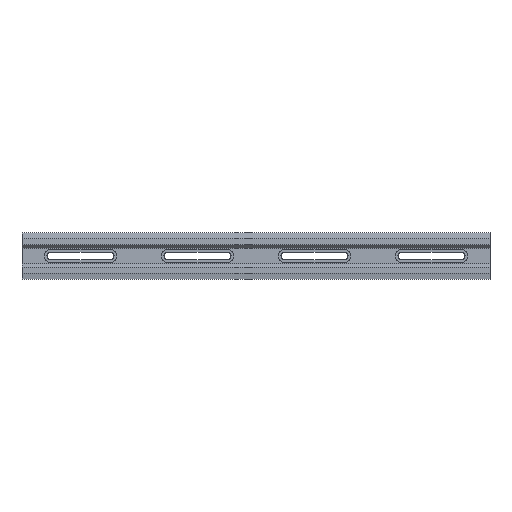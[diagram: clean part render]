
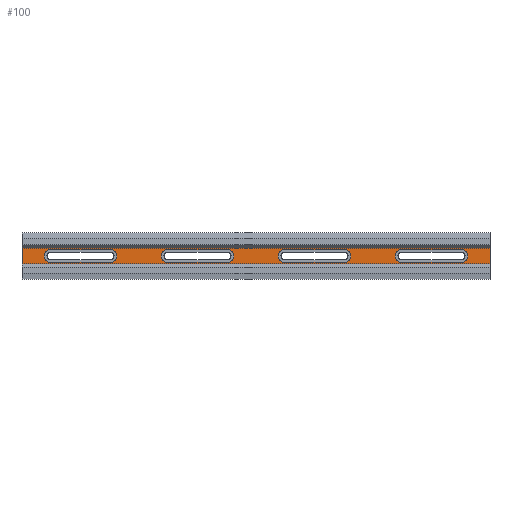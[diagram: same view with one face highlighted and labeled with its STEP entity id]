
A CAD part, top view. The second image highlights one B-rep face of the part: STEP entity #100.
In plain terms, the highlighted planar face has unit normal (0, 0, 1).
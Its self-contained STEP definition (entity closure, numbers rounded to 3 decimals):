
#100=ADVANCED_FACE('', (#110,#120,#130,#140,#150), #160, .T.);
#2440=AXIS2_PLACEMENT_3D('Ax2Pl3d', #2450, #2460, #2470);
#2480=AXIS2_PLACEMENT_3D('Ax2Pl3d', #2490, #2500, #2510);
#2520=AXIS2_PLACEMENT_3D('Ax2Pl3d', #2530, #2540, #2550);
#2560=AXIS2_PLACEMENT_3D('Ax2Pl3d', #2570, #2580, #2590);
#2600=AXIS2_PLACEMENT_3D('Ax2Pl3d', #2610, #2620, #2630);
#2640=AXIS2_PLACEMENT_3D('Ax2Pl3d', #2650, #2660, #2670);
#2680=AXIS2_PLACEMENT_3D('Ax2Pl3d', #2690, #2700, #2710);
#2720=AXIS2_PLACEMENT_3D('Ax2Pl3d', #2730, #2740, #2750);
#2760=AXIS2_PLACEMENT_3D('Ax2Pl3d', #2770, #2780, #2790);
#2450=CARTESIAN_POINT('HicPkt', (63.407,-66.085,
119.464));
#7060=CARTESIAN_POINT('', (63.407,-79.427,119.464));
#7070=CARTESIAN_POINT('', (63.407,-66.085,119.464));
#7080=CARTESIAN_POINT('', (63.407,-79.427,119.464));
#7090=CARTESIAN_POINT('', (63.407,-66.085,119.464));
#7100=CARTESIAN_POINT('', (-336.593,-66.085,119.464))
;
#7110=CARTESIAN_POINT('', (-336.593,-79.427,119.464))
;
#7120=CARTESIAN_POINT('', (-336.593,-79.427,119.464))
;
#7130=CARTESIAN_POINT('', (63.407,-79.427,119.464));
#7140=CARTESIAN_POINT('', (-261.193,-78.256,119.464)
);
#7150=CARTESIAN_POINT('', (-311.993,-78.256,119.464))
;
#7160=CARTESIAN_POINT('', (-261.193,-78.256,119.464))
;
#2490=CARTESIAN_POINT('HicPkt', (-311.993,-72.756,
119.464));
#7170=CARTESIAN_POINT('', (-311.993,-67.256,119.464))
;
#7180=CARTESIAN_POINT('', (-311.993,-67.256,119.464))
;
#7190=CARTESIAN_POINT('', (-261.193,-67.256,119.464))
;
#2530=CARTESIAN_POINT('HicPkt', (-261.193,-72.756,
119.464));
#7200=CARTESIAN_POINT('', (-161.193,-78.256,119.464))
;
#7210=CARTESIAN_POINT('', (-211.993,-78.256,119.464))
;
#7220=CARTESIAN_POINT('', (-161.193,-78.256,119.464))
;
#2570=CARTESIAN_POINT('HicPkt', (-211.993,-72.756,
119.464));
#7230=CARTESIAN_POINT('', (-211.993,-67.256,119.464))
;
#7240=CARTESIAN_POINT('', (-211.993,-67.256,119.464))
;
#7250=CARTESIAN_POINT('', (-161.193,-67.256,119.464))
;
#2610=CARTESIAN_POINT('HicPkt', (-161.193,-72.756,
119.464));
#7260=CARTESIAN_POINT('', (-61.193,-78.256,119.464))
;
#7270=CARTESIAN_POINT('', (-111.993,-78.256,119.464))
;
#7280=CARTESIAN_POINT('', (-61.193,-78.256,119.464))
;
#2650=CARTESIAN_POINT('HicPkt', (-111.993,-72.756,
119.464));
#7290=CARTESIAN_POINT('', (-111.993,-67.256,119.464))
;
#7300=CARTESIAN_POINT('', (-111.993,-67.256,119.464))
;
#7310=CARTESIAN_POINT('', (-61.193,-67.256,119.464))
;
#2690=CARTESIAN_POINT('HicPkt', (-61.193,-72.756,
119.464));
#7320=CARTESIAN_POINT('', (38.807,-78.256,119.464));
#7330=CARTESIAN_POINT('', (-11.993,-78.256,119.464))
;
#7340=CARTESIAN_POINT('', (38.807,-78.256,119.464));
#2730=CARTESIAN_POINT('HicPkt', (-11.993,-72.756,
119.464));
#7350=CARTESIAN_POINT('', (-11.993,-67.256,119.464))
;
#7360=CARTESIAN_POINT('', (-11.993,-67.256,119.464))
;
#7370=CARTESIAN_POINT('', (38.807,-67.256,119.464));
#2770=CARTESIAN_POINT('HicPkt', (38.807,-72.756,
119.464));
#9860=CIRCLE('Circle', #2480, 5.5);
#9870=CIRCLE('Circle', #2520, 5.5);
#9880=CIRCLE('Circle', #2560, 5.5);
#9890=CIRCLE('Circle', #2600, 5.5);
#9900=CIRCLE('Circle', #2640, 5.5);
#9910=CIRCLE('Circle', #2680, 5.5);
#9920=CIRCLE('Circle', #2720, 5.5);
#9930=CIRCLE('Circle', #2760, 5.5);
#2460=DIRECTION('Axis', (0.,0.,1.));
#2470=DIRECTION('RefDirection', (-0.037,-0.999,
0.));
#16840=DIRECTION('', (0.,-1.,0.));
#16850=DIRECTION('', (1.,0.,0.));
#16860=DIRECTION('', (0.,-1.,0.));
#16870=DIRECTION('', (1.,0.,0.));
#16880=DIRECTION('', (1.,0.,0.));
#2500=DIRECTION('Axis', (0.,0.,1.));
#2510=DIRECTION('RefDirection', (0.,-1.,
0.));
#16890=DIRECTION('', (-1.,0.,0.));
#2540=DIRECTION('Axis', (0.,0.,1.));
#2550=DIRECTION('RefDirection', (0.,
-1.,0.));
#16900=DIRECTION('', (1.,0.,0.));
#2580=DIRECTION('Axis', (0.,0.,1.));
#2590=DIRECTION('RefDirection', (0.,-1.,
0.));
#16910=DIRECTION('', (-1.,0.,0.));
#2620=DIRECTION('Axis', (0.,0.,1.));
#2630=DIRECTION('RefDirection', (0.,-1.,
0.));
#16920=DIRECTION('', (1.,0.,0.));
#2660=DIRECTION('Axis', (0.,0.,1.));
#2670=DIRECTION('RefDirection', (0.,-1.,
0.));
#16930=DIRECTION('', (-1.,0.,0.));
#2700=DIRECTION('Axis', (0.,0.,1.));
#2710=DIRECTION('RefDirection', (0.,-1.,
0.));
#16940=DIRECTION('', (1.,0.,0.));
#2740=DIRECTION('Axis', (0.,0.,1.));
#2750=DIRECTION('RefDirection', (0.,-1.,
0.));
#16950=DIRECTION('', (-1.,0.,0.));
#2780=DIRECTION('Axis', (0.,0.,1.));
#2790=DIRECTION('RefDirection', (0.,-1.,
0.));
#18360=EDGE_CURVE('', #18370, #18380, #18390, .T.);
#18400=EDGE_CURVE('', #18410, #18370, #18420, .T.);
#18430=EDGE_CURVE('', #18410, #18440, #18450, .T.);
#18460=EDGE_CURVE('', #18440, #18380, #18470, .T.);
#18480=EDGE_CURVE('', #18490, #18500, #18510, .T.);
#18520=EDGE_CURVE('', #18530, #18490, #9860, .T.);
#18540=EDGE_CURVE('', #18550, #18530, #18560, .T.);
#18570=EDGE_CURVE('', #18500, #18550, #9870, .T.);
#18580=EDGE_CURVE('', #18590, #18600, #18610, .T.);
#18620=EDGE_CURVE('', #18630, #18590, #9880, .T.);
#18640=EDGE_CURVE('', #18650, #18630, #18660, .T.);
#18670=EDGE_CURVE('', #18600, #18650, #9890, .T.);
#18680=EDGE_CURVE('', #18690, #18700, #18710, .T.);
#18720=EDGE_CURVE('', #18730, #18690, #9900, .T.);
#18740=EDGE_CURVE('', #18750, #18730, #18760, .T.);
#18770=EDGE_CURVE('', #18700, #18750, #9910, .T.);
#18780=EDGE_CURVE('', #18790, #18800, #18810, .T.);
#18820=EDGE_CURVE('', #18830, #18790, #9920, .T.);
#18840=EDGE_CURVE('', #18850, #18830, #18860, .T.);
#18870=EDGE_CURVE('', #18800, #18850, #9930, .T.);
#23080=EDGE_LOOP('Edge_loop', (#23090,#23100,#23110,#23120));
#23130=EDGE_LOOP('Edge_loop', (#23140,#23150,#23160,#23170));
#23180=EDGE_LOOP('Edge_loop', (#23190,#23200,#23210,#23220));
#23230=EDGE_LOOP('Edge_loop', (#23240,#23250,#23260,#23270));
#23280=EDGE_LOOP('Edge_loop', (#23290,#23300,#23310,#23320));
#120=FACE_BOUND('', #23130, .T.);
#130=FACE_BOUND('', #23180, .T.);
#140=FACE_BOUND('', #23230, .T.);
#150=FACE_BOUND('', #23280, .T.);
#110=FACE_OUTER_BOUND('Face_outer_bound', #23080, .T.);
#18390=LINE('Line', #7060, #29490);
#18420=LINE('Line', #7090, #29500);
#18450=LINE('Line', #7110, #29510);
#18470=LINE('Line', #7130, #29520);
#18510=LINE('Line', #7140, #29530);
#18560=LINE('Line', #7180, #29540);
#18610=LINE('Line', #7200, #29550);
#18660=LINE('Line', #7240, #29560);
#18710=LINE('Line', #7260, #29570);
#18760=LINE('Line', #7300, #29580);
#18810=LINE('Line', #7320, #29590);
#18860=LINE('Line', #7360, #29600);
#23090=ORIENTED_EDGE('', *, *, #18360, .F.);
#23100=ORIENTED_EDGE('', *, *, #18400, .F.);
#23110=ORIENTED_EDGE('', *, *, #18430, .T.);
#23120=ORIENTED_EDGE('', *, *, #18460, .T.);
#23140=ORIENTED_EDGE('', *, *, #18480, .F.);
#23150=ORIENTED_EDGE('', *, *, #18520, .F.);
#23160=ORIENTED_EDGE('', *, *, #18540, .F.);
#23170=ORIENTED_EDGE('', *, *, #18570, .F.);
#23190=ORIENTED_EDGE('', *, *, #18580, .F.);
#23200=ORIENTED_EDGE('', *, *, #18620, .F.);
#23210=ORIENTED_EDGE('', *, *, #18640, .F.);
#23220=ORIENTED_EDGE('', *, *, #18670, .F.);
#23240=ORIENTED_EDGE('', *, *, #18680, .F.);
#23250=ORIENTED_EDGE('', *, *, #18720, .F.);
#23260=ORIENTED_EDGE('', *, *, #18740, .F.);
#23270=ORIENTED_EDGE('', *, *, #18770, .F.);
#23290=ORIENTED_EDGE('', *, *, #18780, .F.);
#23300=ORIENTED_EDGE('', *, *, #18820, .F.);
#23310=ORIENTED_EDGE('', *, *, #18840, .F.);
#23320=ORIENTED_EDGE('', *, *, #18870, .F.);
#160=PLANE('Plane', #2440);
#29490=VECTOR('', #16840, 13.342);
#29500=VECTOR('', #16850, 400.);
#29510=VECTOR('', #16860, 13.342);
#29520=VECTOR('', #16870, 400.);
#29530=VECTOR('', #16880, 50.8);
#29540=VECTOR('', #16890, 50.8);
#29550=VECTOR('', #16900, 50.8);
#29560=VECTOR('', #16910, 50.8);
#29570=VECTOR('', #16920, 50.8);
#29580=VECTOR('', #16930, 50.8);
#29590=VECTOR('', #16940, 50.8);
#29600=VECTOR('', #16950, 50.8);
#18370=VERTEX_POINT('', #7070);
#18380=VERTEX_POINT('', #7080);
#18410=VERTEX_POINT('', #7100);
#18440=VERTEX_POINT('', #7120);
#18490=VERTEX_POINT('', #7150);
#18500=VERTEX_POINT('', #7160);
#18530=VERTEX_POINT('', #7170);
#18550=VERTEX_POINT('', #7190);
#18590=VERTEX_POINT('', #7210);
#18600=VERTEX_POINT('', #7220);
#18630=VERTEX_POINT('', #7230);
#18650=VERTEX_POINT('', #7250);
#18690=VERTEX_POINT('', #7270);
#18700=VERTEX_POINT('', #7280);
#18730=VERTEX_POINT('', #7290);
#18750=VERTEX_POINT('', #7310);
#18790=VERTEX_POINT('', #7330);
#18800=VERTEX_POINT('', #7340);
#18830=VERTEX_POINT('', #7350);
#18850=VERTEX_POINT('', #7370);
